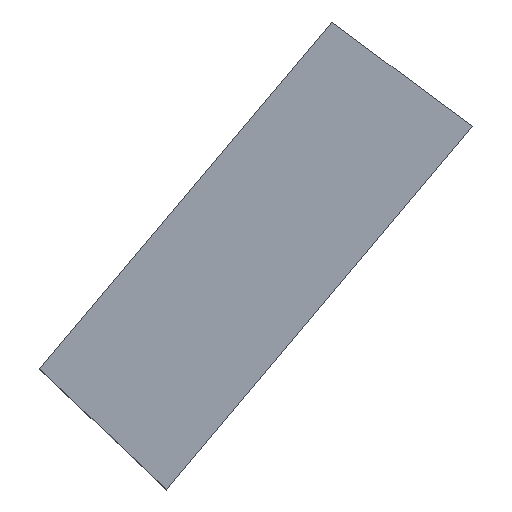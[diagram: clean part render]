
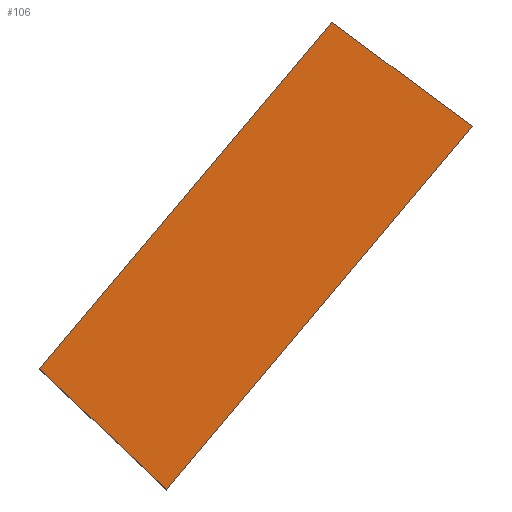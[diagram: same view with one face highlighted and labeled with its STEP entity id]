
A CAD part, top view. The second image highlights one B-rep face of the part: STEP entity #106.
In plain terms, the highlighted planar face has unit normal (0, 0, 1).
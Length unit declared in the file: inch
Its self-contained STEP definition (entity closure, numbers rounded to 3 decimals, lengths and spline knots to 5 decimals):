
#20=FACE_OUTER_BOUND('',#26,.T.);
#26=EDGE_LOOP('',(#91,#92,#93,#94));
#30=LINE('',#162,#42);
#33=LINE('',#168,#45);
#36=LINE('',#175,#48);
#38=LINE('',#178,#50);
#42=VECTOR('',#134,0.3937);
#45=VECTOR('',#139,0.3937);
#48=VECTOR('',#146,0.3937);
#50=VECTOR('',#150,0.3937);
#52=VERTEX_POINT('',#156);
#54=VERTEX_POINT('',#160);
#56=VERTEX_POINT('',#166);
#58=VERTEX_POINT('',#174);
#62=EDGE_CURVE('',#52,#54,#30,.T.);
#65=EDGE_CURVE('',#56,#54,#33,.T.);
#68=EDGE_CURVE('',#58,#56,#36,.T.);
#70=EDGE_CURVE('',#52,#58,#38,.T.);
#91=ORIENTED_EDGE('',*,*,#62,.T.);
#92=ORIENTED_EDGE('',*,*,#65,.F.);
#93=ORIENTED_EDGE('',*,*,#68,.F.);
#94=ORIENTED_EDGE('',*,*,#70,.F.);
#100=PLANE('',#126);
#106=ADVANCED_FACE('',(#20),#100,.T.);
#126=AXIS2_PLACEMENT_3D('',#179,#151,#152);
#134=DIRECTION('',(0.724,-0.69,0.));
#139=DIRECTION('',(-0.644,-0.765,0.));
#146=DIRECTION('',(0.803,-0.596,0.));
#150=DIRECTION('',(0.644,0.765,0.));
#151=DIRECTION('center_axis',(0.,0.,1.));
#152=DIRECTION('ref_axis',(1.,0.,0.));
#156=CARTESIAN_POINT('',(199.31862,-189.63594,34.));
#160=CARTESIAN_POINT('',(208.64216,-198.51463,34.));
#162=CARTESIAN_POINT('',(186.43953,-177.37136,34.));
#166=CARTESIAN_POINT('',(231.13077,-171.80856,34.));
#168=CARTESIAN_POINT('',(214.20223,-191.91184,34.));
#174=CARTESIAN_POINT('',(220.79468,-164.1323,34.));
#175=CARTESIAN_POINT('',(228.26163,-169.67775,34.));
#178=CARTESIAN_POINT('',(215.44178,-170.48907,34.));
#179=CARTESIAN_POINT('Origin',(215.17935,-181.28613,34.));
